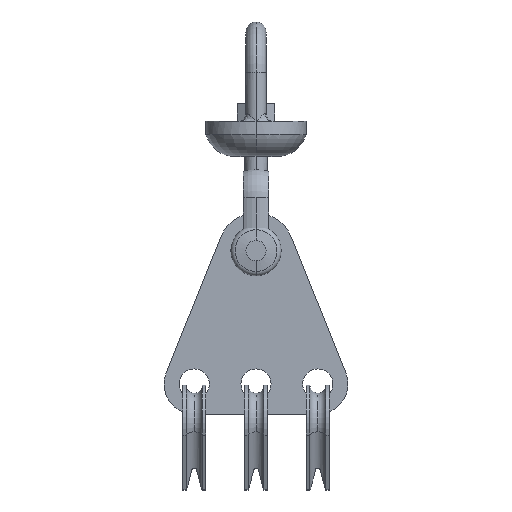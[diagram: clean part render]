
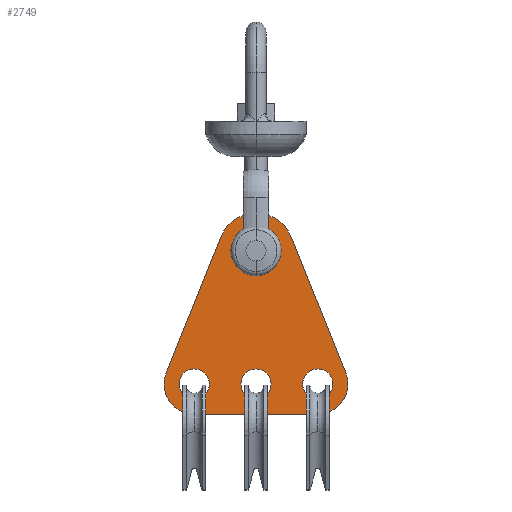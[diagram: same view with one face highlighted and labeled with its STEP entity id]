
A CAD part, top view. The second image highlights one B-rep face of the part: STEP entity #2749.
In plain terms, the highlighted planar face has unit normal (0, 0, 1).
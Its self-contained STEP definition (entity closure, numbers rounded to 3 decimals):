
#9 = DIRECTION ( 'NONE',  ( 0., 0., -1. ) ) ;
#16 = CARTESIAN_POINT ( 'NONE',  ( -24.59, 12., 4. ) ) ;
#41 = EDGE_CURVE ( 'NONE', #1408, #4325, #169, .T. ) ;
#49 = AXIS2_PLACEMENT_3D ( 'NONE', #1270, #963, #3776 ) ;
#54 = EDGE_LOOP ( 'NONE', ( #2426, #1256 ) ) ;
#91 = FACE_BOUND ( 'NONE', #54, .T. ) ;
#100 = CARTESIAN_POINT ( 'NONE',  ( 24.59, 0., 4. ) ) ;
#152 = EDGE_LOOP ( 'NONE', ( #4292, #766, #159, #4332, #1015, #3241, #4455 ) ) ;
#155 = ORIENTED_EDGE ( 'NONE', *, *, #2810, .F. ) ;
#157 = CARTESIAN_POINT ( 'NONE',  ( 13.913, 70.606, 4. ) ) ;
#159 = ORIENTED_EDGE ( 'NONE', *, *, #3305, .T. ) ;
#163 = AXIS2_PLACEMENT_3D ( 'NONE', #4430, #9, #3864 ) ;
#169 = CIRCLE ( 'NONE', #2552, 5. ) ;
#222 = VERTEX_POINT ( 'NONE', #3526 ) ;
#328 = EDGE_CURVE ( 'NONE', #2459, #414, #2045, .T. ) ;
#396 = AXIS2_PLACEMENT_3D ( 'NONE', #588, #3085, #1284 ) ;
#414 = VERTEX_POINT ( 'NONE', #3778 ) ;
#426 = CARTESIAN_POINT ( 'NONE',  ( -24.59, 12., 4. ) ) ;
#459 = EDGE_CURVE ( 'NONE', #1470, #2821, #545, .T. ) ;
#476 = CARTESIAN_POINT ( 'NONE',  ( 30.59, 12., 4. ) ) ;
#519 = CARTESIAN_POINT ( 'NONE',  ( -24.59, 0., 4. ) ) ;
#545 = CIRCLE ( 'NONE', #1786, 12. ) ;
#588 = CARTESIAN_POINT ( 'NONE',  ( 24.59, 12., 4. ) ) ;
#607 = DIRECTION ( 'NONE',  ( -1., 0., 0. ) ) ;
#685 = CARTESIAN_POINT ( 'NONE',  ( 0., 12., 4. ) ) ;
#697 = CARTESIAN_POINT ( 'NONE',  ( -24.59, 0., 4. ) ) ;
#700 = FACE_BOUND ( 'NONE', #2695, .T. ) ;
#749 = CARTESIAN_POINT ( 'NONE',  ( 0., 12., 4. ) ) ;
#766 = ORIENTED_EDGE ( 'NONE', *, *, #1335, .T. ) ;
#820 = VERTEX_POINT ( 'NONE', #2655 ) ;
#923 = FACE_OUTER_BOUND ( 'NONE', #152, .T. ) ;
#963 = DIRECTION ( 'NONE',  ( 0., 0., 1. ) ) ;
#975 = EDGE_CURVE ( 'NONE', #414, #2459, #1724, .T. ) ;
#986 = CARTESIAN_POINT ( 'NONE',  ( 35.72, 16.485, 4. ) ) ;
#996 = EDGE_CURVE ( 'NONE', #3578, #1835, #1606, .T. ) ;
#1003 = CARTESIAN_POINT ( 'NONE',  ( -35.72, 16.485, 4. ) ) ;
#1015 = ORIENTED_EDGE ( 'NONE', *, *, #1055, .T. ) ;
#1033 = DIRECTION ( 'NONE',  ( 1., 0., 0. ) ) ;
#1055 = EDGE_CURVE ( 'NONE', #1934, #1470, #1202, .T. ) ;
#1065 = DIRECTION ( 'NONE',  ( 1., 0., 0. ) ) ;
#1068 = VERTEX_POINT ( 'NONE', #2027 ) ;
#1127 = CIRCLE ( 'NONE', #2712, 15. ) ;
#1143 = DIRECTION ( 'NONE',  ( -0.374, -0.928, 0. ) ) ;
#1180 = AXIS2_PLACEMENT_3D ( 'NONE', #3585, #1485, #3962 ) ;
#1202 = CIRCLE ( 'NONE', #49, 12. ) ;
#1256 = ORIENTED_EDGE ( 'NONE', *, *, #4208, .F. ) ;
#1270 = CARTESIAN_POINT ( 'NONE',  ( -24.59, 12., 4. ) ) ;
#1284 = DIRECTION ( 'NONE',  ( 1., 0., 0. ) ) ;
#1335 = EDGE_CURVE ( 'NONE', #1835, #2331, #2417, .T. ) ;
#1408 = VERTEX_POINT ( 'NONE', #1561 ) ;
#1470 = VERTEX_POINT ( 'NONE', #3061 ) ;
#1485 = DIRECTION ( 'NONE',  ( 0., 0., 1. ) ) ;
#1530 = ORIENTED_EDGE ( 'NONE', *, *, #41, .F. ) ;
#1561 = CARTESIAN_POINT ( 'NONE',  ( 5., 65., 4. ) ) ;
#1606 = CIRCLE ( 'NONE', #3918, 12. ) ;
#1656 = DIRECTION ( 'NONE',  ( 0., 0., 1. ) ) ;
#1709 = EDGE_CURVE ( 'NONE', #2821, #3578, #2758, .T. ) ;
#1713 = PLANE ( 'NONE',  #163 ) ;
#1714 = VECTOR ( 'NONE', #3678, 1000. ) ;
#1724 = CIRCLE ( 'NONE', #396, 6. ) ;
#1750 = CARTESIAN_POINT ( 'NONE',  ( -35.72, 16.485, 4. ) ) ;
#1751 = DIRECTION ( 'NONE',  ( 1., 0., 0. ) ) ;
#1757 = ORIENTED_EDGE ( 'NONE', *, *, #975, .F. ) ;
#1786 = AXIS2_PLACEMENT_3D ( 'NONE', #16, #2487, #1033 ) ;
#1835 = VERTEX_POINT ( 'NONE', #986 ) ;
#1934 = VERTEX_POINT ( 'NONE', #1003 ) ;
#2009 = CARTESIAN_POINT ( 'NONE',  ( 24.59, 12., 4. ) ) ;
#2027 = CARTESIAN_POINT ( 'NONE',  ( -30.59, 12., 4. ) ) ;
#2045 = CIRCLE ( 'NONE', #2635, 6. ) ;
#2079 = EDGE_CURVE ( 'NONE', #820, #1068, #3831, .T. ) ;
#2123 = DIRECTION ( 'NONE',  ( 0., 0., 1. ) ) ;
#2182 = ORIENTED_EDGE ( 'NONE', *, *, #2079, .F. ) ;
#2262 = EDGE_CURVE ( 'NONE', #2898, #1934, #3166, .T. ) ;
#2331 = VERTEX_POINT ( 'NONE', #157 ) ;
#2340 = CARTESIAN_POINT ( 'NONE',  ( -24.59, 12., 4. ) ) ;
#2417 = LINE ( 'NONE', #4008, #3794 ) ;
#2426 = ORIENTED_EDGE ( 'NONE', *, *, #3748, .F. ) ;
#2431 = AXIS2_PLACEMENT_3D ( 'NONE', #2340, #4374, #2988 ) ;
#2459 = VERTEX_POINT ( 'NONE', #476 ) ;
#2481 = DIRECTION ( 'NONE',  ( 1., 0., 0. ) ) ;
#2487 = DIRECTION ( 'NONE',  ( 0., 0., 1. ) ) ;
#2538 = DIRECTION ( 'NONE',  ( 1., 0., 0. ) ) ;
#2552 = AXIS2_PLACEMENT_3D ( 'NONE', #4473, #3756, #3738 ) ;
#2553 = CARTESIAN_POINT ( 'NONE',  ( -13.913, 70.606, 4. ) ) ;
#2555 = DIRECTION ( 'NONE',  ( 0., 0., 1. ) ) ;
#2568 = FACE_BOUND ( 'NONE', #4152, .T. ) ;
#2595 = EDGE_CURVE ( 'NONE', #4325, #1408, #3463, .T. ) ;
#2596 = AXIS2_PLACEMENT_3D ( 'NONE', #749, #2555, #2538 ) ;
#2625 = FACE_BOUND ( 'NONE', #2852, .T. ) ;
#2635 = AXIS2_PLACEMENT_3D ( 'NONE', #4027, #3696, #2973 ) ;
#2655 = CARTESIAN_POINT ( 'NONE',  ( -18.59, 12., 4. ) ) ;
#2695 = EDGE_LOOP ( 'NONE', ( #155, #2182 ) ) ;
#2712 = AXIS2_PLACEMENT_3D ( 'NONE', #3496, #4174, #1065 ) ;
#2749 = ADVANCED_FACE ( 'NONE', ( #700, #91, #923, #2625, #2568 ), #1713, .F. ) ;
#2758 = LINE ( 'NONE', #519, #1714 ) ;
#2810 = EDGE_CURVE ( 'NONE', #1068, #820, #3781, .T. ) ;
#2821 = VERTEX_POINT ( 'NONE', #697 ) ;
#2852 = EDGE_LOOP ( 'NONE', ( #1757, #3791 ) ) ;
#2898 = VERTEX_POINT ( 'NONE', #2553 ) ;
#2973 = DIRECTION ( 'NONE',  ( 1., 0., 0. ) ) ;
#2988 = DIRECTION ( 'NONE',  ( 1., 0., 0. ) ) ;
#3061 = CARTESIAN_POINT ( 'NONE',  ( -36.59, 12., 4. ) ) ;
#3085 = DIRECTION ( 'NONE',  ( 0., 0., 1. ) ) ;
#3131 = CARTESIAN_POINT ( 'NONE',  ( 6., 12., 4. ) ) ;
#3146 = VECTOR ( 'NONE', #1143, 1000. ) ;
#3166 = LINE ( 'NONE', #1750, #3146 ) ;
#3241 = ORIENTED_EDGE ( 'NONE', *, *, #459, .T. ) ;
#3305 = EDGE_CURVE ( 'NONE', #2331, #2898, #1127, .T. ) ;
#3306 = CARTESIAN_POINT ( 'NONE',  ( -5., 65., 4. ) ) ;
#3463 = CIRCLE ( 'NONE', #1180, 5. ) ;
#3496 = CARTESIAN_POINT ( 'NONE',  ( 0., 65., 4. ) ) ;
#3526 = CARTESIAN_POINT ( 'NONE',  ( -6., 12., 4. ) ) ;
#3560 = AXIS2_PLACEMENT_3D ( 'NONE', #426, #2123, #2481 ) ;
#3578 = VERTEX_POINT ( 'NONE', #100 ) ;
#3585 = CARTESIAN_POINT ( 'NONE',  ( 0., 65., 4. ) ) ;
#3678 = DIRECTION ( 'NONE',  ( 1., 0., 0. ) ) ;
#3696 = DIRECTION ( 'NONE',  ( 0., 0., 1. ) ) ;
#3715 = VERTEX_POINT ( 'NONE', #3131 ) ;
#3738 = DIRECTION ( 'NONE',  ( 1., 0., 0. ) ) ;
#3748 = EDGE_CURVE ( 'NONE', #222, #3715, #4536, .T. ) ;
#3756 = DIRECTION ( 'NONE',  ( 0., 0., 1. ) ) ;
#3776 = DIRECTION ( 'NONE',  ( 1., 0., 0. ) ) ;
#3778 = CARTESIAN_POINT ( 'NONE',  ( 18.59, 12., 4. ) ) ;
#3781 = CIRCLE ( 'NONE', #3560, 6. ) ;
#3791 = ORIENTED_EDGE ( 'NONE', *, *, #328, .F. ) ;
#3794 = VECTOR ( 'NONE', #4427, 1000. ) ;
#3831 = CIRCLE ( 'NONE', #2431, 6. ) ;
#3836 = DIRECTION ( 'NONE',  ( 0., 0., 1. ) ) ;
#3864 = DIRECTION ( 'NONE',  ( -1., 0., 0. ) ) ;
#3918 = AXIS2_PLACEMENT_3D ( 'NONE', #2009, #1656, #607 ) ;
#3962 = DIRECTION ( 'NONE',  ( 1., 0., 0. ) ) ;
#4008 = CARTESIAN_POINT ( 'NONE',  ( 35.72, 16.485, 4. ) ) ;
#4021 = CIRCLE ( 'NONE', #2596, 6. ) ;
#4024 = AXIS2_PLACEMENT_3D ( 'NONE', #685, #3836, #1751 ) ;
#4027 = CARTESIAN_POINT ( 'NONE',  ( 24.59, 12., 4. ) ) ;
#4152 = EDGE_LOOP ( 'NONE', ( #4395, #1530 ) ) ;
#4174 = DIRECTION ( 'NONE',  ( 0., 0., 1. ) ) ;
#4208 = EDGE_CURVE ( 'NONE', #3715, #222, #4021, .T. ) ;
#4292 = ORIENTED_EDGE ( 'NONE', *, *, #996, .T. ) ;
#4325 = VERTEX_POINT ( 'NONE', #3306 ) ;
#4332 = ORIENTED_EDGE ( 'NONE', *, *, #2262, .T. ) ;
#4374 = DIRECTION ( 'NONE',  ( 0., 0., 1. ) ) ;
#4395 = ORIENTED_EDGE ( 'NONE', *, *, #2595, .F. ) ;
#4427 = DIRECTION ( 'NONE',  ( -0.374, 0.928, 0. ) ) ;
#4430 = CARTESIAN_POINT ( 'NONE',  ( 24.59, 12., 4. ) ) ;
#4455 = ORIENTED_EDGE ( 'NONE', *, *, #1709, .T. ) ;
#4473 = CARTESIAN_POINT ( 'NONE',  ( 0., 65., 4. ) ) ;
#4536 = CIRCLE ( 'NONE', #4024, 6. ) ;
